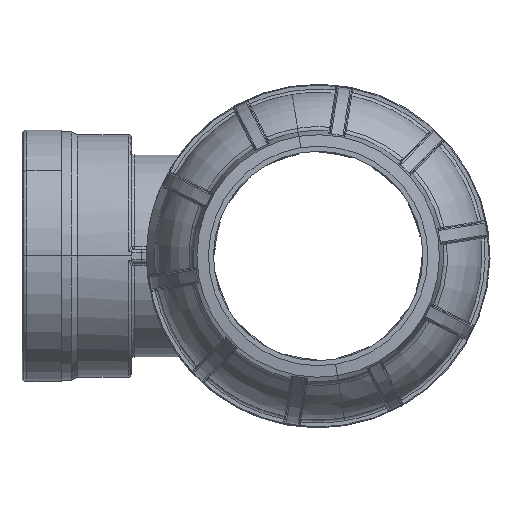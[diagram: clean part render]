
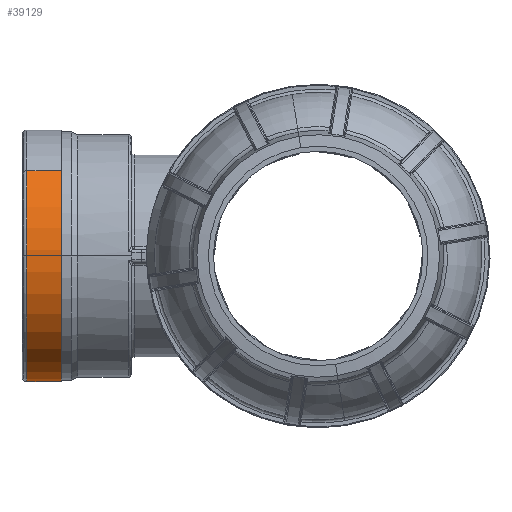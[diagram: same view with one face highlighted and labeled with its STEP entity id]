
A CAD part, left-side view. The second image highlights one B-rep face of the part: STEP entity #39129.
In plain terms, the highlighted cylindrical face has radius 38.5 mm (diameter 77 mm), a partial arc.
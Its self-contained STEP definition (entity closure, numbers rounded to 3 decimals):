
#964 = CIRCLE ( 'NONE', #37683, 38.5 ) ;
#13009 = ORIENTED_EDGE ( 'NONE', *, *, #33454, .T. ) ;
#13010 = ORIENTED_EDGE ( 'NONE', *, *, #33446, .F. ) ;
#13011 = ORIENTED_EDGE ( 'NONE', *, *, #33453, .T. ) ;
#13012 = ORIENTED_EDGE ( 'NONE', *, *, #33455, .F. ) ;
#18423 = LINE ( 'NONE', #31431, #32304 ) ;
#18425 = LINE ( 'NONE', #31436, #32307 ) ;
#18476 = CARTESIAN_POINT ( 'NONE',  ( 28.322, 89., -26.079 ) ) ;
#18478 = CARTESIAN_POINT ( 'NONE',  ( -28.322, 89., 26.079 ) ) ;
#18491 = CARTESIAN_POINT ( 'NONE',  ( 28.322, 78.5, -26.079 ) ) ;
#18493 = CARTESIAN_POINT ( 'NONE',  ( -28.322, 78.5, 26.079 ) ) ;
#19679 = FACE_OUTER_BOUND ( 'NONE', #55899, .T. ) ;
#19681 = CYLINDRICAL_SURFACE ( 'NONE', #38869, 38.5 ) ;
#31412 = CARTESIAN_POINT ( 'NONE',  ( 0., 89., 0. ) ) ;
#31413 = DIRECTION ( 'NONE',  ( 0., 1., 0. ) ) ;
#31414 = DIRECTION ( 'NONE',  ( 0.736, 0., -0.677 ) ) ;
#31431 = CARTESIAN_POINT ( 'NONE',  ( -28.322, 90.5, 26.079 ) ) ;
#31432 = DIRECTION ( 'NONE',  ( 0., 1., 0. ) ) ;
#31433 = CARTESIAN_POINT ( 'NONE',  ( 0., 78.5, 0. ) ) ;
#31434 = DIRECTION ( 'NONE',  ( 0., 1., 0. ) ) ;
#31435 = DIRECTION ( 'NONE',  ( 0.736, 0., -0.677 ) ) ;
#31436 = CARTESIAN_POINT ( 'NONE',  ( 28.322, 90.5, -26.079 ) ) ;
#31437 = DIRECTION ( 'NONE',  ( 0., 1., 0. ) ) ;
#32303 = CIRCLE ( 'NONE', #32305, 38.5 ) ;
#32304 = VECTOR ( 'NONE', #31432, 1000. ) ;
#32305 = AXIS2_PLACEMENT_3D ( 'NONE', #31433, #31434, #31435 ) ;
#32307 = VECTOR ( 'NONE', #31437, 1000. ) ;
#33446 = EDGE_CURVE ( 'NONE', #46842, #46843, #964, .T. ) ;
#33453 = EDGE_CURVE ( 'NONE', #46852, #46843, #18423, .T. ) ;
#33454 = EDGE_CURVE ( 'NONE', #46851, #46852, #32303, .T. ) ;
#33455 = EDGE_CURVE ( 'NONE', #46851, #46842, #18425, .T. ) ;
#37683 = AXIS2_PLACEMENT_3D ( 'NONE', #31412, #31413, #31414 ) ;
#38869 = AXIS2_PLACEMENT_3D ( 'NONE', #44821, #44822, #44823 ) ;
#39129 = ADVANCED_FACE ( 'NONE', ( #19679 ), #19681, .T. ) ;
#44821 = CARTESIAN_POINT ( 'NONE',  ( 0., 90.5, 0. ) ) ;
#44822 = DIRECTION ( 'NONE',  ( 0., 1., 0. ) ) ;
#44823 = DIRECTION ( 'NONE',  ( 0.736, 0., -0.677 ) ) ;
#46842 = VERTEX_POINT ( 'NONE', #18476 ) ;
#46843 = VERTEX_POINT ( 'NONE', #18478 ) ;
#46851 = VERTEX_POINT ( 'NONE', #18491 ) ;
#46852 = VERTEX_POINT ( 'NONE', #18493 ) ;
#55899 = EDGE_LOOP ( 'NONE', ( #13009, #13011, #13010, #13012 ) ) ;
